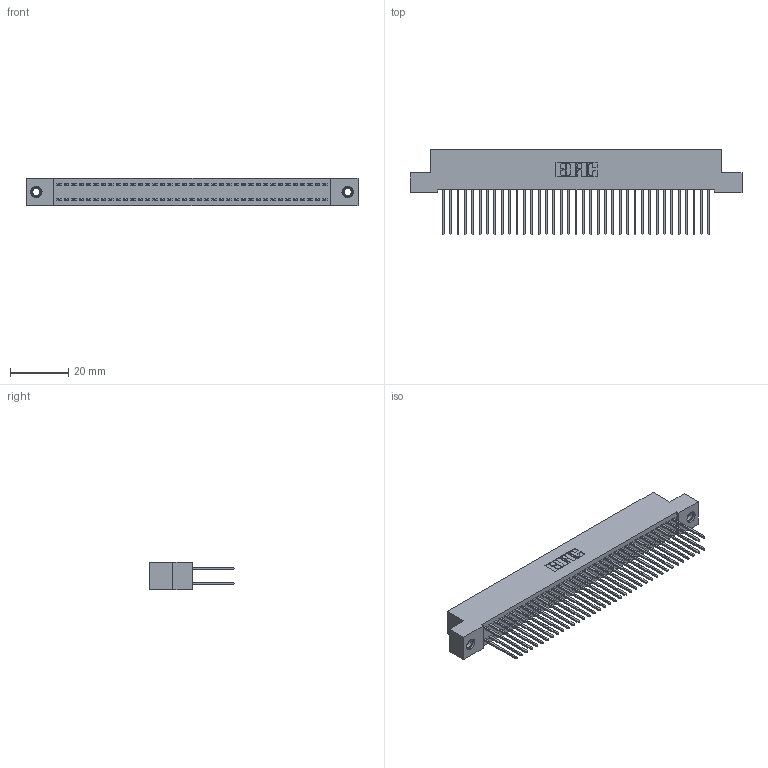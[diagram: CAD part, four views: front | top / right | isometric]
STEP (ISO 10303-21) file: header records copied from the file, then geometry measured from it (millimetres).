
FILE_DESCRIPTION (( 'STEP AP203' ), '1' );
FILE_NAME ('342-074-540-207.STEP', '2018-08-13T11:22:21', ( '' ), ( '' ), 'SwSTEP 2.0', 'SolidWorks 2016', '' );
FILE_SCHEMA (( 'CONFIG_CONTROL_DESIGN' ));
Length unit declared in the file: inch
Products named in the file (4): 345-292-001_345-293-140; 345-250-001_345-250-005-103; 342-074-540-207; 342 Part_TI
Assembly tree (77 placements, depth 2):
  342-074-540-207
    342 Part_TI
    345-292-001_345-293-140  x74
    345-250-001_345-250-005-103  x2
Bounding box: 114.3 x 29.47 x 9.4 mm (x, y, z)
Volume: 10514 mm3; surface area: 18263.9 mm2
Topology: 77 solids, 77 shells, 4018 faces, 11905 edges, 7830 vertices
Faces by surface type: plane 2762, cylinder 1240, cone 12, torus 4
Entity records: 25522 total; most frequent: CARTESIAN_POINT 4217, ORIENTED_EDGE 4146, DIRECTION 3643, EDGE_CURVE 2073, LINE 1925, VECTOR 1925, VERTEX_POINT 1376, AXIS2_PLACEMENT_3D 859
